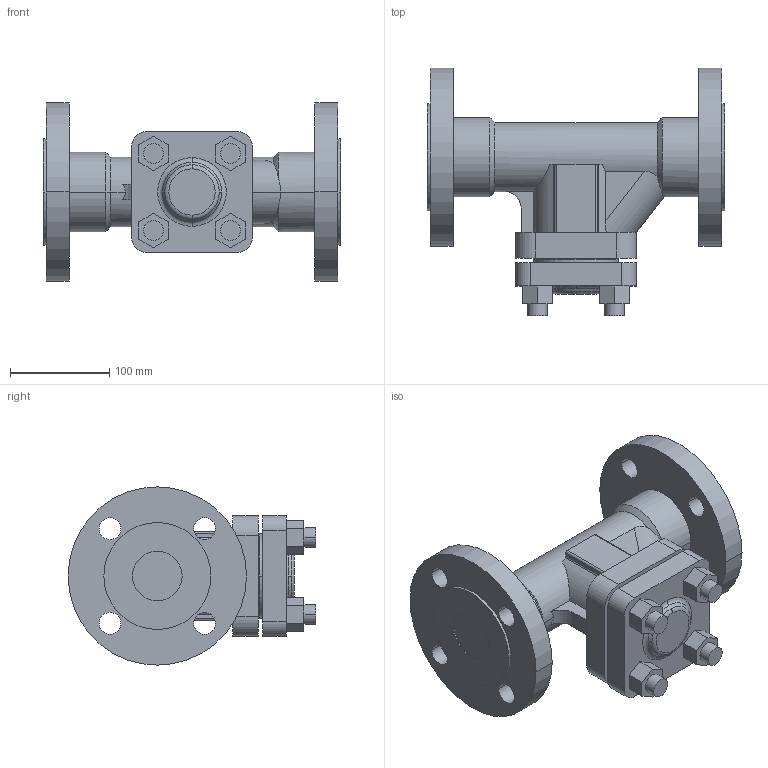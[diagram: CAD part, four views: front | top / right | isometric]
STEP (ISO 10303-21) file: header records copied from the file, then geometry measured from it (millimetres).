
FILE_DESCRIPTION( ( '' ), '1' );
FILE_NAME( 'c000006976.stp', '2018-04-25T10:04:24', ( '' ), ( '' ), ' ', ' ', ' ' );
FILE_SCHEMA( ( 'CONFIG_CONTROL_DESIGN' ) );
Length unit declared in the file: millimetre
Products named in the file (2): 1; 2
Bounding box: 300 x 250 x 180 mm (x, y, z)
Volume: 3455650.1 mm3; surface area: 283571 mm2
Topology: 2 solids, 2 shells, 157 faces, 397 edges, 263 vertices
Faces by surface type: plane 78, cylinder 69, cone 6, torus 4
Entity records: 5113 total; most frequent: CARTESIAN_POINT 1073, DIRECTION 857, ORIENTED_EDGE 794, EDGE_CURVE 397, AXIS2_PLACEMENT_3D 315, VERTEX_POINT 263, LINE 227, VECTOR 227
